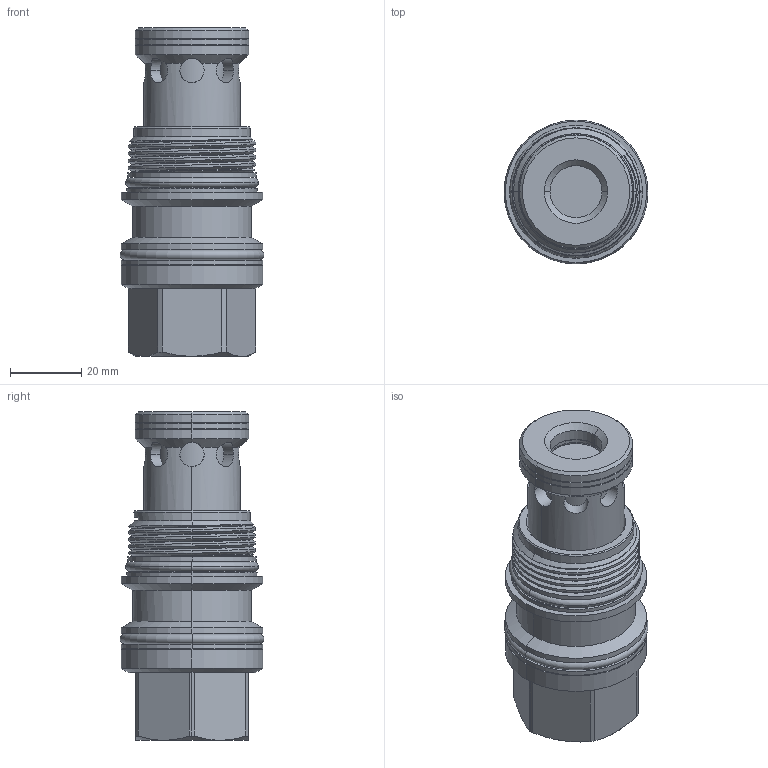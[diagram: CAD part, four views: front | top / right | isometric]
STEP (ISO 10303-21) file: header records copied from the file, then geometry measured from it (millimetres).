
FILE_DESCRIPTION (( 'STEP AP203' ), '1' );
FILE_NAME ('RV17A3G-8.STEP', '2016-08-09T00:27:05', ( '' ), ( '' ), 'SwSTEP 2.0', 'SolidWorks 2012', '' );
FILE_SCHEMA (( 'CONFIG_CONTROL_DESIGN' ));
Length unit declared in the file: millimetre
Products named in the file (1): RV17A3G-8
Bounding box: 40.39 x 40.39 x 92.19 mm (x, y, z)
Volume: 75736.3 mm3; surface area: 19828.3 mm2
Topology: 4 solids, 4 shells, 198 faces, 469 edges, 292 vertices
Faces by surface type: cylinder 101, cone 42, plane 36, torus 10, bspline 7, sphere 2
Entity records: 9148 total; most frequent: CARTESIAN_POINT 4685, ORIENTED_EDGE 938, DIRECTION 903, EDGE_CURVE 469, AXIS2_PLACEMENT_3D 377, VERTEX_POINT 292, EDGE_LOOP 217, ADVANCED_FACE 198
